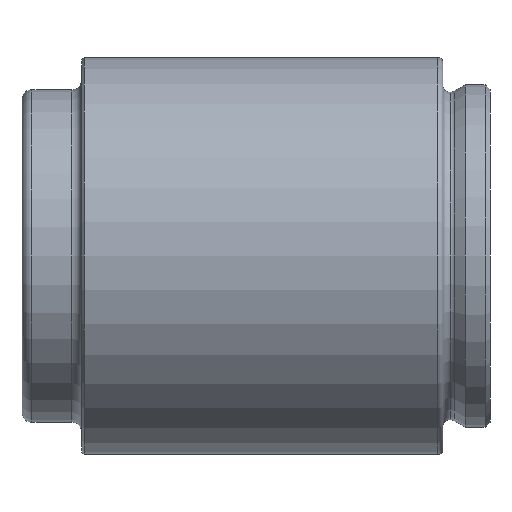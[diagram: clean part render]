
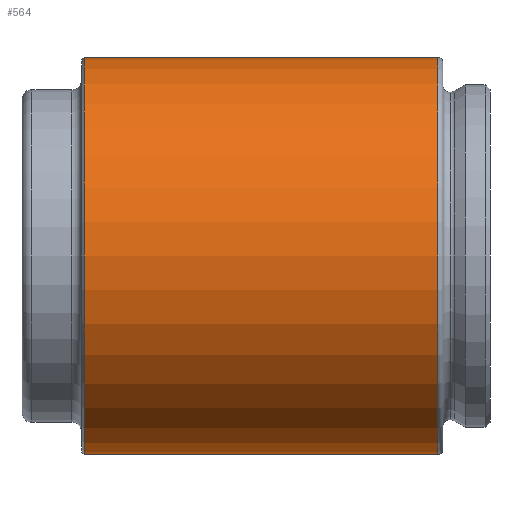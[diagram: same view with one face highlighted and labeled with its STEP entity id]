
A CAD part, left-side view. The second image highlights one B-rep face of the part: STEP entity #564.
In plain terms, the highlighted cylindrical face has radius 8 mm (diameter 16 mm), a partial arc.
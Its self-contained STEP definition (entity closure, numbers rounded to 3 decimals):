
#14 = DIRECTION ( 'NONE',  ( 0., 1., 0. ) ) ;
#22 = CARTESIAN_POINT ( 'NONE',  ( 0., 14.45, -8. ) ) ;
#41 = ORIENTED_EDGE ( 'NONE', *, *, #538, .T. ) ;
#48 = AXIS2_PLACEMENT_3D ( 'NONE', #554, #149, #483 ) ;
#109 = DIRECTION ( 'NONE',  ( 0., 1., 0. ) ) ;
#136 = ORIENTED_EDGE ( 'NONE', *, *, #240, .F. ) ;
#149 = DIRECTION ( 'NONE',  ( 0., 1., 0. ) ) ;
#160 = CARTESIAN_POINT ( 'NONE',  ( 0., 0.2, -8. ) ) ;
#198 = CIRCLE ( 'NONE', #289, 8. ) ;
#221 = VECTOR ( 'NONE', #109, 1000. ) ;
#223 = DIRECTION ( 'NONE',  ( 0., 0., 1. ) ) ;
#240 = EDGE_CURVE ( 'NONE', #269, #602, #408, .T. ) ;
#244 = ORIENTED_EDGE ( 'NONE', *, *, #595, .F. ) ;
#249 = CARTESIAN_POINT ( 'NONE',  ( 0., 0.2, 8. ) ) ;
#269 = VERTEX_POINT ( 'NONE', #160 ) ;
#281 = CARTESIAN_POINT ( 'NONE',  ( 0., 17.422, -8. ) ) ;
#284 = DIRECTION ( 'NONE',  ( 0., 0., 1. ) ) ;
#289 = AXIS2_PLACEMENT_3D ( 'NONE', #573, #500, #223 ) ;
#310 = VECTOR ( 'NONE', #495, 1000. ) ;
#324 = CARTESIAN_POINT ( 'NONE',  ( 0., 17.422, 8. ) ) ;
#343 = VERTEX_POINT ( 'NONE', #447 ) ;
#408 = LINE ( 'NONE', #281, #221 ) ;
#411 = VERTEX_POINT ( 'NONE', #249 ) ;
#416 = ORIENTED_EDGE ( 'NONE', *, *, #511, .T. ) ;
#447 = CARTESIAN_POINT ( 'NONE',  ( 0., 14.45, 8. ) ) ;
#476 = LINE ( 'NONE', #324, #310 ) ;
#483 = DIRECTION ( 'NONE',  ( 0., 0., 1. ) ) ;
#493 = CYLINDRICAL_SURFACE ( 'NONE', #546, 8. ) ;
#495 = DIRECTION ( 'NONE',  ( 0., 1., 0. ) ) ;
#500 = DIRECTION ( 'NONE',  ( 0., 1., 0. ) ) ;
#511 = EDGE_CURVE ( 'NONE', #269, #411, #536, .T. ) ;
#536 = CIRCLE ( 'NONE', #48, 8. ) ;
#538 = EDGE_CURVE ( 'NONE', #411, #343, #476, .T. ) ;
#541 = EDGE_LOOP ( 'NONE', ( #136, #416, #41, #244 ) ) ;
#546 = AXIS2_PLACEMENT_3D ( 'NONE', #628, #14, #284 ) ;
#554 = CARTESIAN_POINT ( 'NONE',  ( 0., 0.2, 0. ) ) ;
#564 = ADVANCED_FACE ( 'NONE', ( #565 ), #493, .T. ) ;
#565 = FACE_OUTER_BOUND ( 'NONE', #541, .T. ) ;
#573 = CARTESIAN_POINT ( 'NONE',  ( 0., 14.45, 0. ) ) ;
#595 = EDGE_CURVE ( 'NONE', #602, #343, #198, .T. ) ;
#602 = VERTEX_POINT ( 'NONE', #22 ) ;
#628 = CARTESIAN_POINT ( 'NONE',  ( 0., 17.422, 0. ) ) ;
